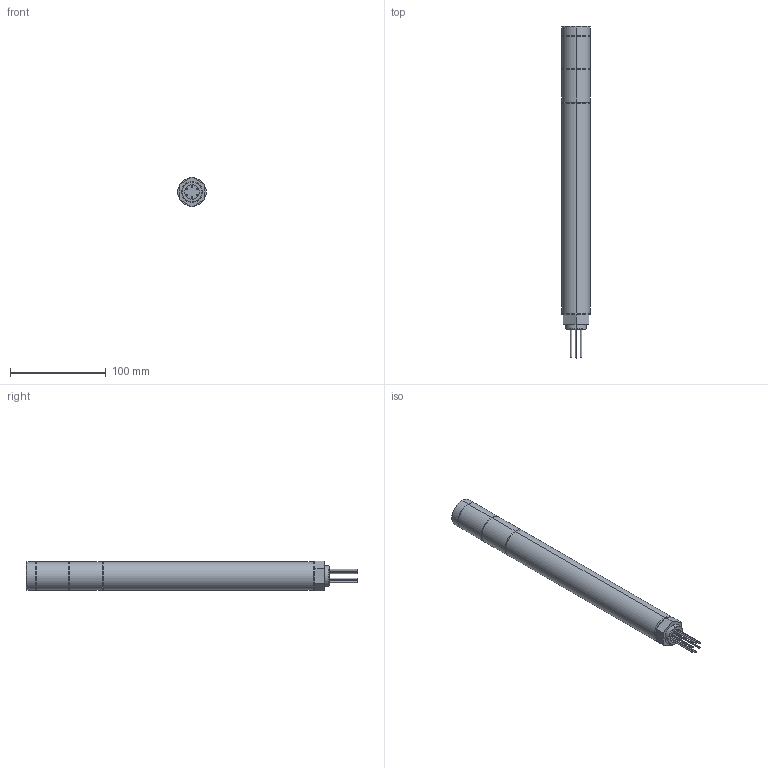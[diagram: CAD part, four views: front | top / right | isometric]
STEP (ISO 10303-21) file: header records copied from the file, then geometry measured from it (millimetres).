
FILE_DESCRIPTION (( 'STEP AP214' ), '1' );
FILE_NAME ('MP-202-RGZ.step', '2016-10-25T14:46:17', ( '' ), ( '' ), 'SwSTEP 2.0', 'SolidWorks 2016', '' );
FILE_SCHEMA (( 'AUTOMOTIVE_DESIGN' ));
Length unit declared in the file: millimetre
Products named in the file (1): MP-202-RGZ
Bounding box: 30 x 347 x 31.18 mm (x, y, z)
Volume: 208004.2 mm3; surface area: 44059.7 mm2
Topology: 13 solids, 13 shells, 103 faces, 200 edges, 128 vertices
Faces by surface type: plane 49, cylinder 38, torus 12, cone 4
Entity records: 2804 total; most frequent: DIRECTION 512, CARTESIAN_POINT 432, ORIENTED_EDGE 400, AXIS2_PLACEMENT_3D 208, EDGE_CURVE 200, VERTEX_POINT 128, EDGE_LOOP 114, CIRCLE 104
